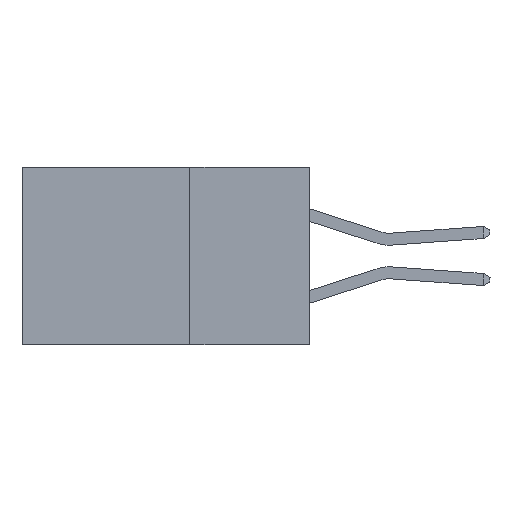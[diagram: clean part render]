
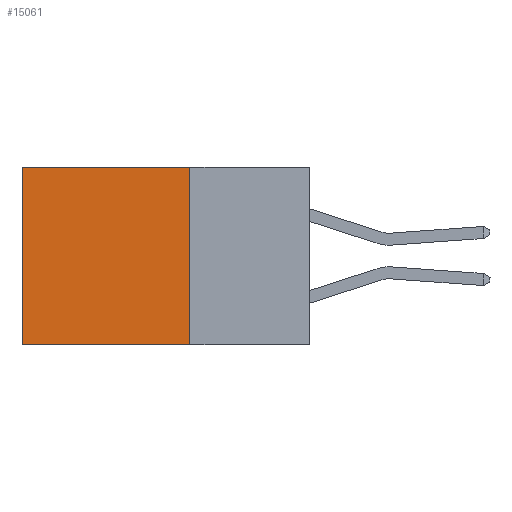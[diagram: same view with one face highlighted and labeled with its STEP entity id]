
A CAD part, left-side view. The second image highlights one B-rep face of the part: STEP entity #15061.
In plain terms, the highlighted planar face has unit normal (-1, 0, 0).
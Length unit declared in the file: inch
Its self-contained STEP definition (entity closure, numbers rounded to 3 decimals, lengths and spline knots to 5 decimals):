
#40 = VECTOR ( 'NONE', #14292, 39.37008 ) ;
#413 = DIRECTION ( 'NONE',  ( 0., 0., -1. ) ) ;
#826 = ORIENTED_EDGE ( 'NONE', *, *, #19320, .T. ) ;
#1077 = LINE ( 'NONE', #18608, #7292 ) ;
#1193 = CARTESIAN_POINT ( 'NONE',  ( 0.298, 0.25, 0. ) ) ;
#1260 = VERTEX_POINT ( 'NONE', #4320 ) ;
#3988 = AXIS2_PLACEMENT_3D ( 'NONE', #17358, #19014, #413 ) ;
#4140 = EDGE_LOOP ( 'NONE', ( #826, #19823, #20468, #7110 ) ) ;
#4320 = CARTESIAN_POINT ( 'NONE',  ( 0.298, 0.6, -0.37 ) ) ;
#7110 = ORIENTED_EDGE ( 'NONE', *, *, #23378, .T. ) ;
#7292 = VECTOR ( 'NONE', #22404, 39.37008 ) ;
#8556 = EDGE_CURVE ( 'NONE', #16631, #1260, #20767, .T. ) ;
#9748 = DIRECTION ( 'NONE',  ( 0., 0., -1. ) ) ;
#10121 = CARTESIAN_POINT ( 'NONE',  ( 0.298, 0.6, 0. ) ) ;
#11842 = FACE_OUTER_BOUND ( 'NONE', #4140, .T. ) ;
#12719 = LINE ( 'NONE', #22703, #23281 ) ;
#13579 = CARTESIAN_POINT ( 'NONE',  ( 0.298, 0.25, -0.37 ) ) ;
#13729 = VERTEX_POINT ( 'NONE', #18490 ) ;
#14292 = DIRECTION ( 'NONE',  ( 0., 1., 0. ) ) ;
#15061 = ADVANCED_FACE ( 'NONE', ( #11842 ), #17108, .F. ) ;
#15773 = DIRECTION ( 'NONE',  ( 0., 1., 0. ) ) ;
#16631 = VERTEX_POINT ( 'NONE', #22011 ) ;
#17108 = PLANE ( 'NONE',  #3988 ) ;
#17358 = CARTESIAN_POINT ( 'NONE',  ( 0.298, 0.25, 0. ) ) ;
#17368 = EDGE_CURVE ( 'NONE', #13729, #16631, #12719, .T. ) ;
#17895 = LINE ( 'NONE', #1193, #40 ) ;
#18132 = VERTEX_POINT ( 'NONE', #10121 ) ;
#18399 = VECTOR ( 'NONE', #15773, 39.37008 ) ;
#18490 = CARTESIAN_POINT ( 'NONE',  ( 0.298, 0.25, 0. ) ) ;
#18608 = CARTESIAN_POINT ( 'NONE',  ( 0.298, 0.6, 0. ) ) ;
#19014 = DIRECTION ( 'NONE',  ( 1., 0., 0. ) ) ;
#19320 = EDGE_CURVE ( 'NONE', #18132, #1260, #1077, .T. ) ;
#19823 = ORIENTED_EDGE ( 'NONE', *, *, #8556, .F. ) ;
#20468 = ORIENTED_EDGE ( 'NONE', *, *, #17368, .F. ) ;
#20767 = LINE ( 'NONE', #13579, #18399 ) ;
#22011 = CARTESIAN_POINT ( 'NONE',  ( 0.298, 0.25, -0.37 ) ) ;
#22404 = DIRECTION ( 'NONE',  ( 0., 0., -1. ) ) ;
#22703 = CARTESIAN_POINT ( 'NONE',  ( 0.298, 0.25, 0. ) ) ;
#23281 = VECTOR ( 'NONE', #9748, 39.37008 ) ;
#23378 = EDGE_CURVE ( 'NONE', #13729, #18132, #17895, .T. ) ;
